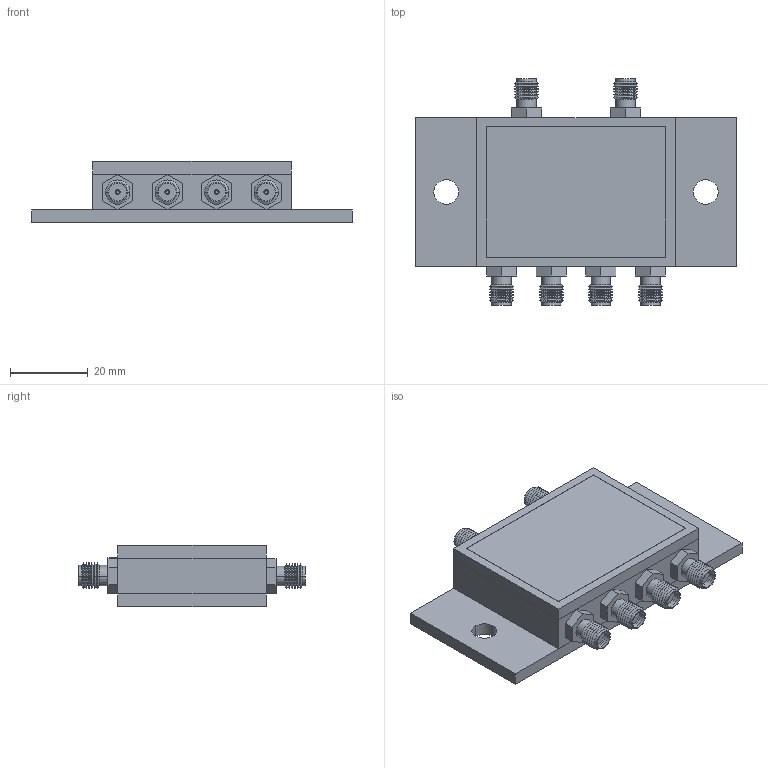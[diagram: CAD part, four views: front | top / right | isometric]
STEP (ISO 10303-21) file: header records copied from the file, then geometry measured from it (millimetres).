
FILE_DESCRIPTION((''),'2;1');
FILE_NAME('MINI-CIRCUITS_CY353.stp','2015-06-19T11:14:21',(''),(''),'Mechanical Desktop 2011','Mechanical Desktop 2011',', , ');
FILE_SCHEMA(('AUTOMOTIVE_DESIGN { 1 2 10303 214 1 1 1 1 }'));
Length unit declared in the file: millimetre
Products named in the file (1): Product
Bounding box: 82.3 x 58.1 x 15.8 mm (x, y, z)
Volume: 35915 mm3; surface area: 24876.3 mm2
Topology: 34 solids, 34 shells, 424 faces, 864 edges, 508 vertices
Faces by surface type: bspline 282, cylinder 56, cone 48, plane 38
Entity records: 13737 total; most frequent: CARTESIAN_POINT 5443, ORIENTED_EDGE 1728, DIRECTION 1554, EDGE_CURVE 864, AXIS2_PLACEMENT_3D 547, VERTEX_POINT 508, EDGE_LOOP 476, VECTOR 460
